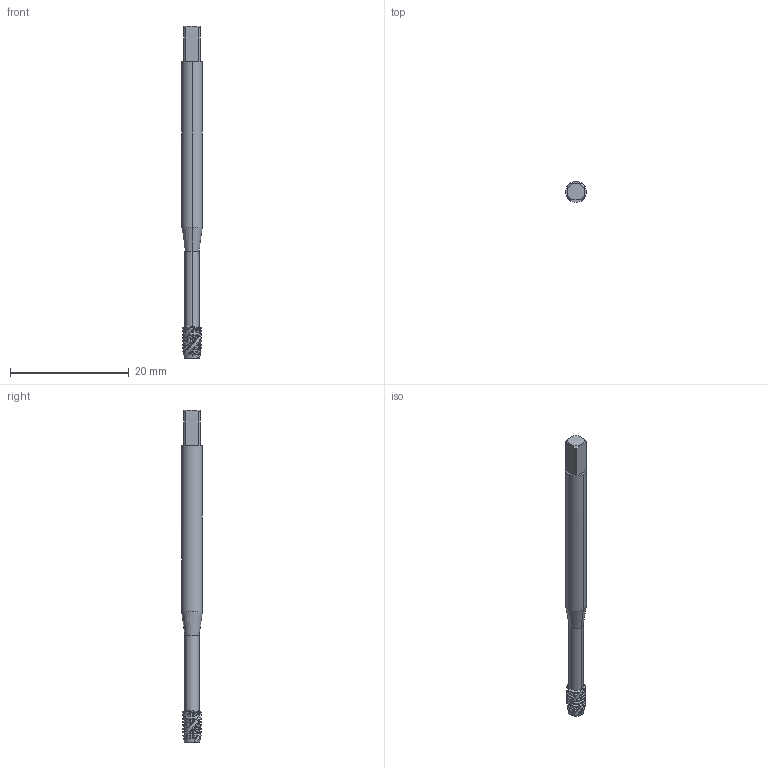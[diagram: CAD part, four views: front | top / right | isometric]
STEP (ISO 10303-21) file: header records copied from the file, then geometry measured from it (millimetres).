
FILE_DESCRIPTION(('no description'),'unknown implementation level');
FILE_NAME('solidtwirDU6BmtBjf2HPc2QwikNYpEo_1.STP',' ',('CIM GmbH Aachen'),('CADClick - KiM GmbH - www.kimweb.de'),'unknown preprocess','ACIS','unknown authorization');
FILE_SCHEMA(('automotive_design'));
Length unit declared in the file: millimetre
Products named in the file (2): 1; 2
Bounding box: 3.5 x 3.5 x 56 mm (x, y, z)
Volume: 430 mm3; surface area: 664.5 mm2
Topology: 2 solids, 2 shells, 226 faces, 639 edges, 415 vertices
Faces by surface type: cone 95, cylinder 84, bspline 27, plane 17, revolution 3
Entity records: 19863 total; most frequent: CARTESIAN_POINT 7417, STYLED_ITEM 1280, PRESENTATION_STYLE_ASSIGNMENT 1280, COLOUR_RGB 1280, ORIENTED_EDGE 1274, DIRECTION 940, EDGE_CURVE 637, CURVE_STYLE 637
